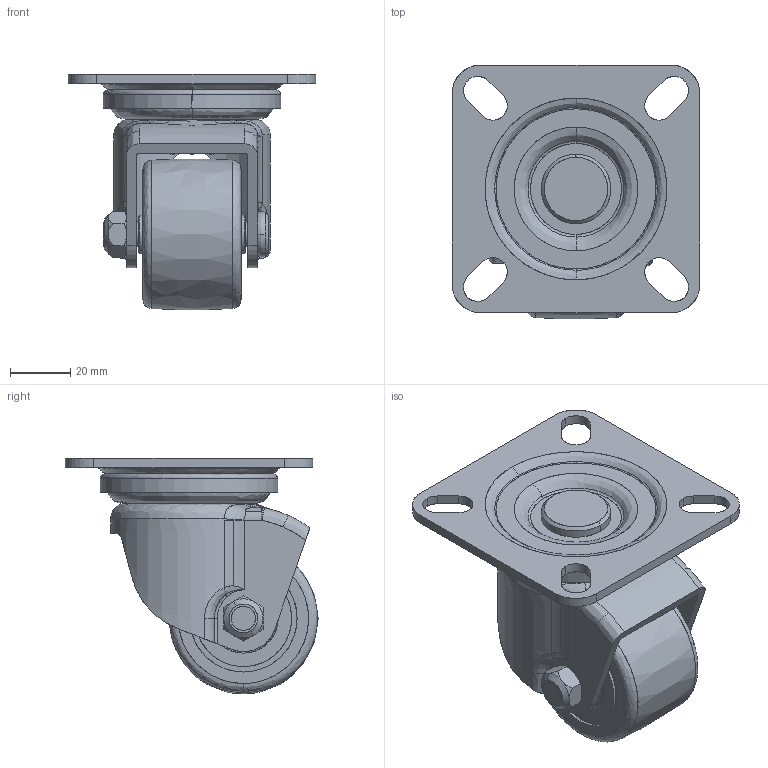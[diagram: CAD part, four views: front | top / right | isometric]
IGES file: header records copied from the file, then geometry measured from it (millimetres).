
Start section: SolidWorks IGES file using analytic representation for surfaces
Global section: file name: K-300HJ-50.IGS; native system: SolidWorks 2007; preprocessor: SolidWorks 2007; author: nhaneda; date: 100222.134510; units: millimetre
Bounding box: 82 x 83.95 x 77.95 mm (x, y, z)
Surface area: 55256 mm2 (no closed solid volume)
Topology: 0 solids, 0 shells, 400 faces, 6399 edges, 6380 vertices
Faces by surface type: bspline 238, revolution 162
